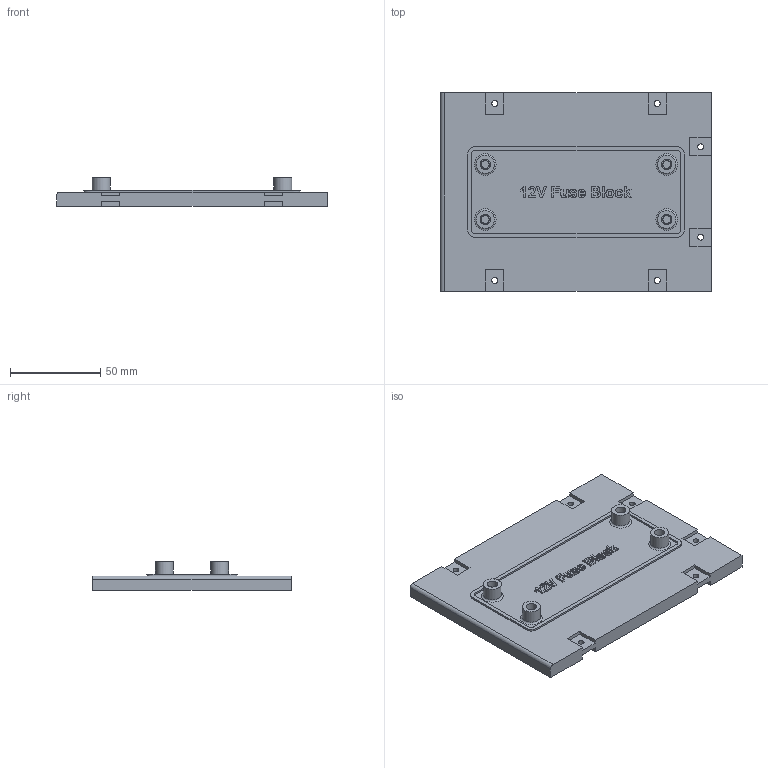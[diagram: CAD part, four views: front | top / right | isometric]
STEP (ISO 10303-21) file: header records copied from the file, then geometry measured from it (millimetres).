
FILE_DESCRIPTION(/* description */ (''),/* implementation_level */ '2;1');
FILE_NAME(/* name */ '12V Fuse Block Mount.step',/* time_stamp */ '2026-01-14T14:34:44-05:00',/* author */ (''),/* organization */ (''),/* preprocessor_version */ 'ST-DEVELOPER v20.1',/* originating_system */ 'Autodesk Translation Framework v14.21.0.0',/* authorisation */ '');
FILE_SCHEMA (('AUTOMOTIVE_DESIGN { 1 0 10303 214 3 1 1 }'));
Length unit declared in the file: millimetre
Products named in the file (1): 2026-01-10-18-16-48-077
Bounding box: 150 x 110 x 16 mm (x, y, z)
Volume: 130756.6 mm3; surface area: 40301.4 mm2
Topology: 1 solids, 1 shells, 318 faces, 858 edges, 572 vertices
Faces by surface type: plane 158, bspline 129, cylinder 27, torus 4
Full cylindrical faces by diameter (mm): 3.3 x6, 4.4 x4, 5.7 x4, 10 x4
Entity records: 11175 total; most frequent: CARTESIAN_POINT 3942, ORIENTED_EDGE 1716, DIRECTION 1046, EDGE_CURVE 858, VERTEX_POINT 572, LINE 534, VECTOR 534, EDGE_LOOP 360
